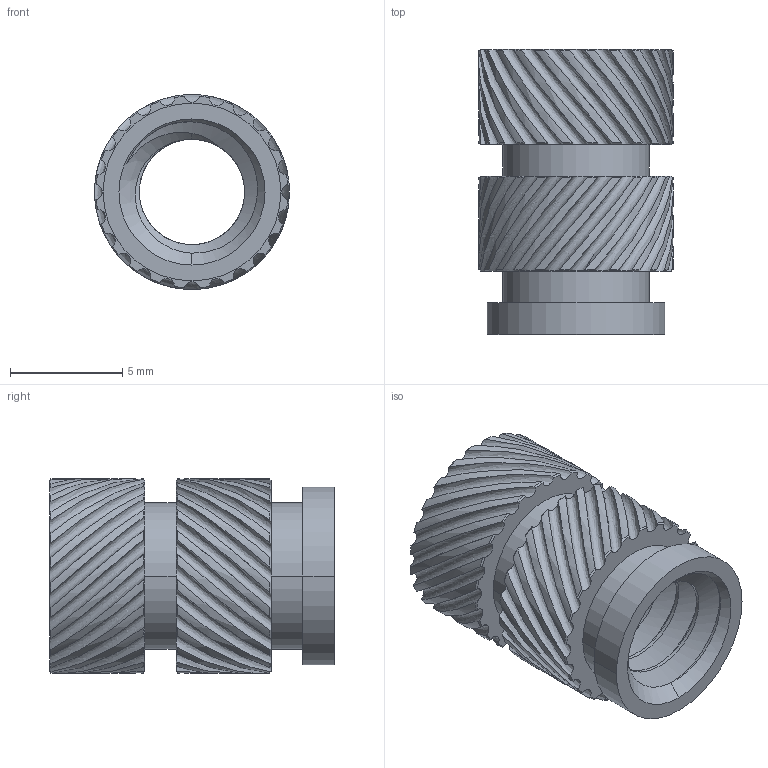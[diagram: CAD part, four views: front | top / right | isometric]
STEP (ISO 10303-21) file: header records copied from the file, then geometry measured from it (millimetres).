
FILE_DESCRIPTION (( 'STEP AP203' ), '1' );
FILE_NAME ('94459A390.STEP', '2018-05-15T14:00:14', ( '' ), ( '' ), 'SwSTEP 2.0', 'SolidWorks 2014', '' );
FILE_SCHEMA (( 'CONFIG_CONTROL_DESIGN' ));
Length unit declared in the file: inch
Products named in the file (1): 94459A390
Bounding box: 8.69 x 12.7 x 8.68 mm (x, y, z)
Volume: 314.7 mm3; surface area: 931 mm2
Topology: 1 solids, 1 shells, 238 faces, 696 edges, 464 vertices
Faces by surface type: cone 101, cylinder 80, bspline 51, plane 6
Entity records: 17208 total; most frequent: CARTESIAN_POINT 11752, ORIENTED_EDGE 1392, DIRECTION 928, EDGE_CURVE 696, VERTEX_POINT 464, AXIS2_PLACEMENT_3D 446, CIRCLE 258, EDGE_LOOP 244
